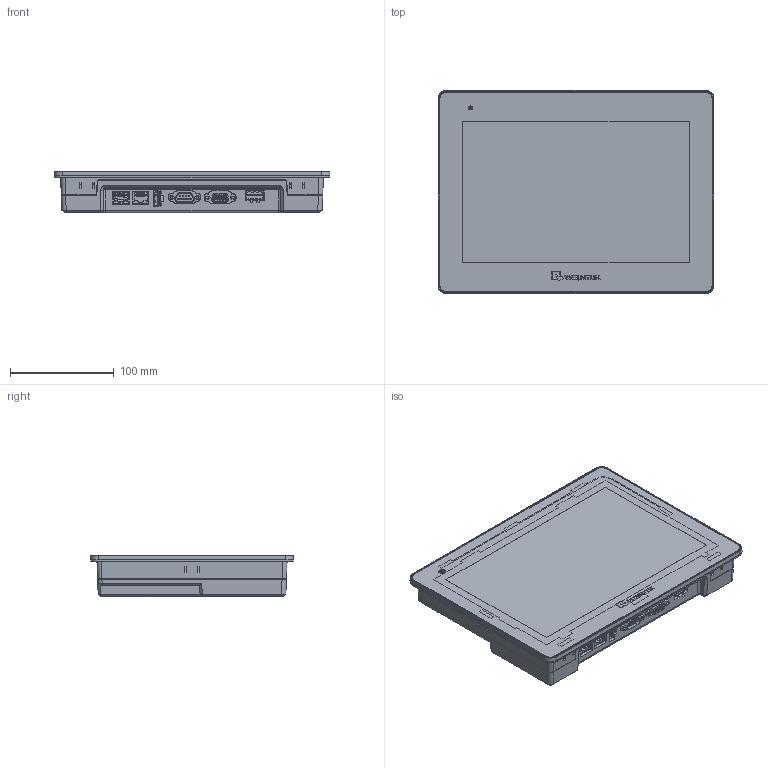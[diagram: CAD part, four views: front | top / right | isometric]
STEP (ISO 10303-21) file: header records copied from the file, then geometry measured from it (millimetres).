
FILE_DESCRIPTION (( 'STEP AP214' ), '1' );
FILE_NAME ('cMT3108XH.STEP', '2022-04-27T02:23:54', ( '' ), ( '' ), 'SwSTEP 2.0', 'SolidWorks 2019', '' );
FILE_SCHEMA (( 'AUTOMOTIVE_DESIGN' ));
Length unit declared in the file: millimetre
Products named in the file (1): cMT3108XH
Bounding box: 265.9 x 195.9 x 40 mm (x, y, z)
Surface area: 245541.5 mm2 (no closed solid volume)
Topology: 0 solids, 58 shells, 1311 faces, 5527 edges, 4174 vertices
Faces by surface type: plane 539, cone 345, cylinder 181, torus 129, bspline 93, sphere 24
Entity records: 79037 total; most frequent: CARTESIAN_POINT 21573, DIRECTION 8466, ORIENTED_EDGE 7979, EDGE_CURVE 5483, VERTEX_POINT 4156, LINE 3186, VECTOR 3186, AXIS2_PLACEMENT_3D 2640
